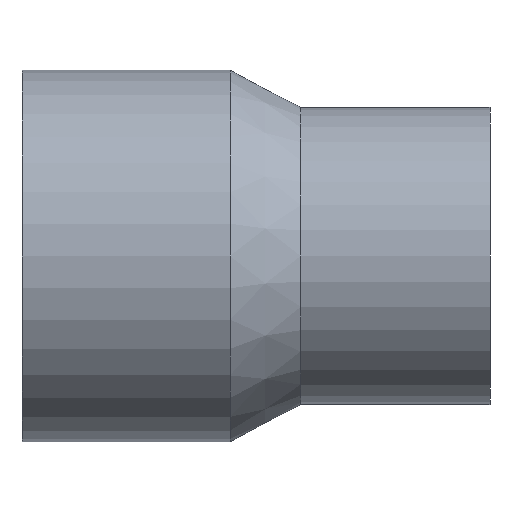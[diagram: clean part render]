
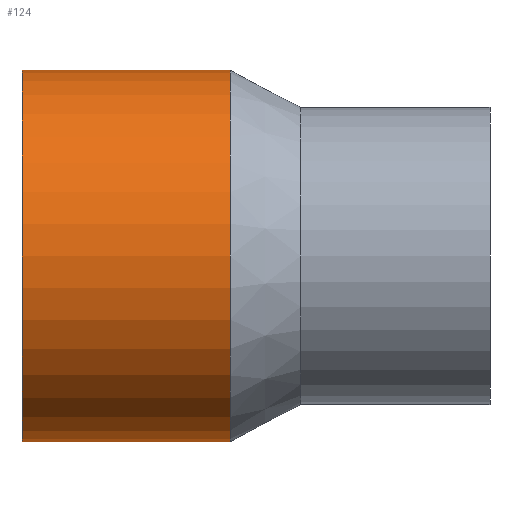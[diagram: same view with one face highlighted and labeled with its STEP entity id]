
A CAD part, front view. The second image highlights one B-rep face of the part: STEP entity #124.
In plain terms, the highlighted cylindrical face has radius 100 mm (diameter 200 mm), a full revolution.
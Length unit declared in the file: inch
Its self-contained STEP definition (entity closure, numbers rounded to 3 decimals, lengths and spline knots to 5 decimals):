
#4 = DIRECTION ( 'NONE',  ( 1., 0., 0. ) ) ;
#11 = VERTEX_POINT ( 'NONE', #122 ) ;
#16 = CARTESIAN_POINT ( 'NONE',  ( 4.40945, 0., 0. ) ) ;
#18 = DIRECTION ( 'NONE',  ( 0., 1., 0. ) ) ;
#27 = AXIS2_PLACEMENT_3D ( 'NONE', #231, #85, #128 ) ;
#30 = EDGE_CURVE ( 'NONE', #11, #11, #60, .T. ) ;
#34 = FACE_OUTER_BOUND ( 'NONE', #78, .T. ) ;
#54 = CYLINDRICAL_SURFACE ( 'NONE', #27, 3.93701 ) ;
#60 = CIRCLE ( 'NONE', #112, 3.93701 ) ;
#78 = EDGE_LOOP ( 'NONE', ( #246 ) ) ;
#85 = DIRECTION ( 'NONE',  ( 1., 0., 0. ) ) ;
#89 = ORIENTED_EDGE ( 'NONE', *, *, #183, .T. ) ;
#90 = DIRECTION ( 'NONE',  ( 0., 1., 0. ) ) ;
#100 = EDGE_LOOP ( 'NONE', ( #89 ) ) ;
#112 = AXIS2_PLACEMENT_3D ( 'NONE', #16, #212, #90 ) ;
#122 = CARTESIAN_POINT ( 'NONE',  ( 4.40945, 3.93701, 0. ) ) ;
#124 = ADVANCED_FACE ( 'NONE', ( #167, #34 ), #54, .T. ) ;
#128 = DIRECTION ( 'NONE',  ( 0., 1., 0. ) ) ;
#147 = CARTESIAN_POINT ( 'NONE',  ( 0., 3.93701, 0. ) ) ;
#167 = FACE_OUTER_BOUND ( 'NONE', #100, .T. ) ;
#183 = EDGE_CURVE ( 'NONE', #250, #250, #205, .T. ) ;
#205 = CIRCLE ( 'NONE', #247, 3.93701 ) ;
#207 = CARTESIAN_POINT ( 'NONE',  ( 0., 0., 0. ) ) ;
#212 = DIRECTION ( 'NONE',  ( -1., 0., 0. ) ) ;
#231 = CARTESIAN_POINT ( 'NONE',  ( 2.20472, 0., 0. ) ) ;
#246 = ORIENTED_EDGE ( 'NONE', *, *, #30, .T. ) ;
#247 = AXIS2_PLACEMENT_3D ( 'NONE', #207, #4, #18 ) ;
#250 = VERTEX_POINT ( 'NONE', #147 ) ;
